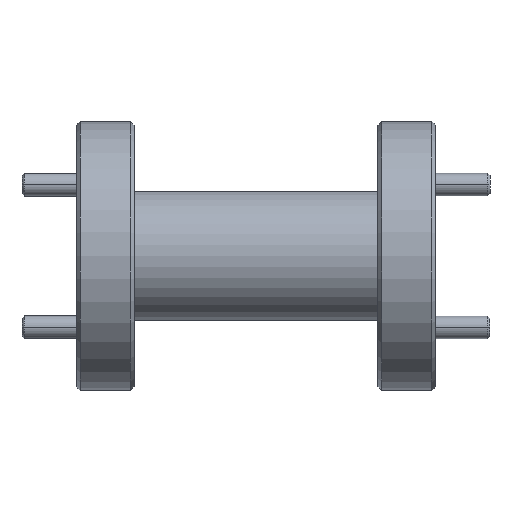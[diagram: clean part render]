
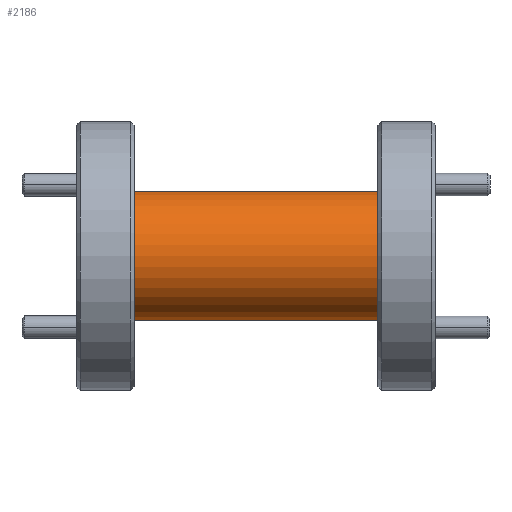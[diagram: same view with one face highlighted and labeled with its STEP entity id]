
A CAD part, top view. The second image highlights one B-rep face of the part: STEP entity #2186.
In plain terms, the highlighted cylindrical face has radius 4.572 mm (diameter 9.144 mm), a partial arc.
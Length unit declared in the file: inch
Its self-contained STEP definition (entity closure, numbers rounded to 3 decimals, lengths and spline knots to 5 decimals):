
#31 = AXIS2_PLACEMENT_3D ( 'NONE', #895, #438, #1950 ) ;
#155 = EDGE_CURVE ( 'NONE', #1611, #457, #4251, .T. ) ;
#322 = ORIENTED_EDGE ( 'NONE', *, *, #1840, .T. ) ;
#438 = DIRECTION ( 'NONE',  ( 1., 0., 0. ) ) ;
#457 = VERTEX_POINT ( 'NONE', #3735 ) ;
#539 = CARTESIAN_POINT ( 'NONE',  ( 0.34, 0., 0. ) ) ;
#895 = CARTESIAN_POINT ( 'NONE',  ( -0.34, 0., 0. ) ) ;
#937 = EDGE_CURVE ( 'NONE', #2969, #1912, #2657, .T. ) ;
#964 = DIRECTION ( 'NONE',  ( 1., 0., 0. ) ) ;
#974 = EDGE_CURVE ( 'NONE', #1912, #457, #1963, .T. ) ;
#1053 = CARTESIAN_POINT ( 'NONE',  ( 0.5, -0.18, 0. ) ) ;
#1072 = CYLINDRICAL_SURFACE ( 'NONE', #4366, 0.18 ) ;
#1101 = ORIENTED_EDGE ( 'NONE', *, *, #974, .F. ) ;
#1611 = VERTEX_POINT ( 'NONE', #4105 ) ;
#1840 = EDGE_CURVE ( 'NONE', #2969, #1611, #1869, .T. ) ;
#1869 = CIRCLE ( 'NONE', #31, 0.18 ) ;
#1881 = FACE_OUTER_BOUND ( 'NONE', #2211, .T. ) ;
#1912 = VERTEX_POINT ( 'NONE', #4351 ) ;
#1950 = DIRECTION ( 'NONE',  ( 0., 1., 0. ) ) ;
#1963 = CIRCLE ( 'NONE', #3297, 0.18 ) ;
#2186 = ADVANCED_FACE ( 'NONE', ( #1881 ), #1072, .T. ) ;
#2211 = EDGE_LOOP ( 'NONE', ( #322, #2894, #1101, #2406 ) ) ;
#2406 = ORIENTED_EDGE ( 'NONE', *, *, #937, .F. ) ;
#2495 = DIRECTION ( 'NONE',  ( 0., 1., 0. ) ) ;
#2657 = LINE ( 'NONE', #3353, #2920 ) ;
#2894 = ORIENTED_EDGE ( 'NONE', *, *, #155, .T. ) ;
#2920 = VECTOR ( 'NONE', #4343, 39.37008 ) ;
#2969 = VERTEX_POINT ( 'NONE', #3750 ) ;
#3297 = AXIS2_PLACEMENT_3D ( 'NONE', #539, #4051, #4032 ) ;
#3353 = CARTESIAN_POINT ( 'NONE',  ( 0.5, 0.18, 0. ) ) ;
#3537 = DIRECTION ( 'NONE',  ( 1., 0., 0. ) ) ;
#3558 = CARTESIAN_POINT ( 'NONE',  ( 0.5, 0., 0. ) ) ;
#3735 = CARTESIAN_POINT ( 'NONE',  ( 0.34, -0.18, 0. ) ) ;
#3750 = CARTESIAN_POINT ( 'NONE',  ( -0.34, 0.18, 0. ) ) ;
#4032 = DIRECTION ( 'NONE',  ( 0., 1., 0. ) ) ;
#4051 = DIRECTION ( 'NONE',  ( 1., 0., 0. ) ) ;
#4076 = VECTOR ( 'NONE', #964, 39.37008 ) ;
#4105 = CARTESIAN_POINT ( 'NONE',  ( -0.34, -0.18, 0. ) ) ;
#4251 = LINE ( 'NONE', #1053, #4076 ) ;
#4343 = DIRECTION ( 'NONE',  ( 1., 0., 0. ) ) ;
#4351 = CARTESIAN_POINT ( 'NONE',  ( 0.34, 0.18, 0. ) ) ;
#4366 = AXIS2_PLACEMENT_3D ( 'NONE', #3558, #3537, #2495 ) ;
